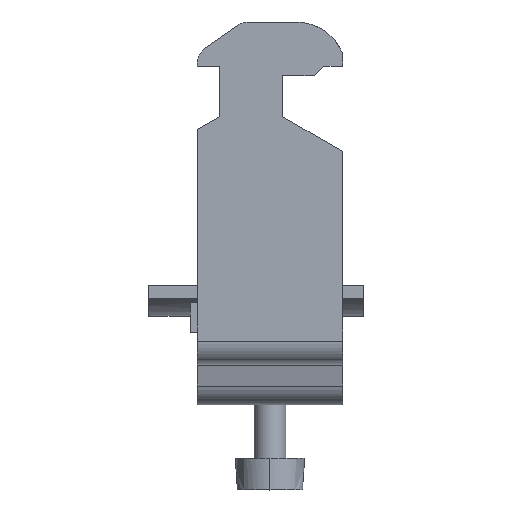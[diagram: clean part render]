
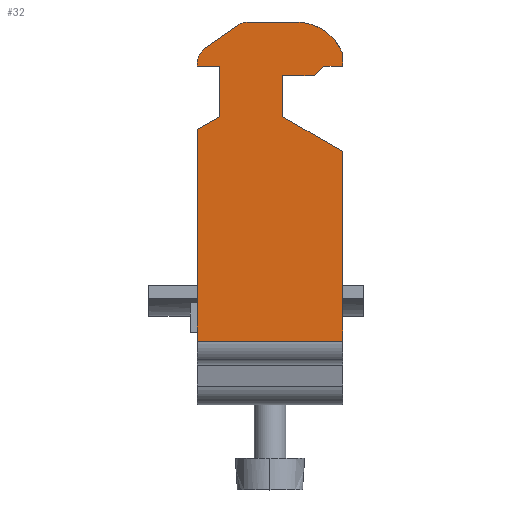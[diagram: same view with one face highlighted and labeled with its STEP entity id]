
A CAD part, top view. The second image highlights one B-rep face of the part: STEP entity #32.
In plain terms, the highlighted planar face has unit normal (0, 0, 1).
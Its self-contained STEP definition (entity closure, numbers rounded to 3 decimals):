
#32=ADVANCED_FACE('',(#117),#1338,.T.);
#117=FACE_OUTER_BOUND('',#202,.T.);
#202=EDGE_LOOP('',(#325,#326,#327,#328,#329,#330,#331,#332,#333,#334,#335,
#336,#337,#338,#339,#340,#341,#342));
#325=ORIENTED_EDGE('',*,*,#774,.F.);
#326=ORIENTED_EDGE('',*,*,#749,.F.);
#327=ORIENTED_EDGE('',*,*,#792,.F.);
#328=ORIENTED_EDGE('',*,*,#775,.F.);
#329=ORIENTED_EDGE('',*,*,#776,.F.);
#330=ORIENTED_EDGE('',*,*,#798,.F.);
#331=ORIENTED_EDGE('',*,*,#777,.F.);
#332=ORIENTED_EDGE('',*,*,#778,.F.);
#333=ORIENTED_EDGE('',*,*,#802,.F.);
#334=ORIENTED_EDGE('',*,*,#779,.F.);
#335=ORIENTED_EDGE('',*,*,#807,.F.);
#336=ORIENTED_EDGE('',*,*,#810,.F.);
#337=ORIENTED_EDGE('',*,*,#813,.F.);
#338=ORIENTED_EDGE('',*,*,#780,.F.);
#339=ORIENTED_EDGE('',*,*,#781,.F.);
#340=ORIENTED_EDGE('',*,*,#782,.F.);
#341=ORIENTED_EDGE('',*,*,#772,.F.);
#342=ORIENTED_EDGE('',*,*,#737,.T.);
#737=EDGE_CURVE('',#1192,#1191,#1024,.T.);
#749=EDGE_CURVE('',#1210,#1211,#1034,.T.);
#772=EDGE_CURVE('',#1192,#1229,#1050,.T.);
#774=EDGE_CURVE('',#1211,#1191,#1052,.T.);
#775=EDGE_CURVE('',#1231,#1230,#1053,.T.);
#776=EDGE_CURVE('',#1232,#1231,#1054,.T.);
#777=EDGE_CURVE('',#1234,#1233,#1055,.T.);
#778=EDGE_CURVE('',#1235,#1234,#1056,.T.);
#779=EDGE_CURVE('',#1237,#1236,#1057,.T.);
#780=EDGE_CURVE('',#1241,#1240,#1058,.T.);
#781=EDGE_CURVE('',#1242,#1241,#1059,.T.);
#782=EDGE_CURVE('',#1229,#1242,#1060,.T.);
#792=EDGE_CURVE('',#1230,#1210,#1066,.T.);
#798=EDGE_CURVE('',#1233,#1232,#1072,.T.);
#802=EDGE_CURVE('',#1236,#1235,#975,.T.);
#807=EDGE_CURVE('',#1238,#1237,#977,.T.);
#810=EDGE_CURVE('',#1239,#1238,#1080,.T.);
#813=EDGE_CURVE('',#1240,#1239,#980,.T.);
#975=(
BOUNDED_CURVE()
B_SPLINE_CURVE(2,(#2387,#2388,#2389),.UNSPECIFIED.,.F.,.F.)
B_SPLINE_CURVE_WITH_KNOTS((3,3),(-9.491,0.),.UNSPECIFIED.)
CURVE()
GEOMETRIC_REPRESENTATION_ITEM()
RATIONAL_B_SPLINE_CURVE((1.,0.829,1.))
REPRESENTATION_ITEM('')
);
#977=(
BOUNDED_CURVE()
B_SPLINE_CURVE(2,(#2399,#2400,#2401),.UNSPECIFIED.,.F.,.F.)
B_SPLINE_CURVE_WITH_KNOTS((3,3),(-1.833,0.),.UNSPECIFIED.)
CURVE()
GEOMETRIC_REPRESENTATION_ITEM()
RATIONAL_B_SPLINE_CURVE((1.,0.954,1.))
REPRESENTATION_ITEM('')
);
#980=(
BOUNDED_CURVE()
B_SPLINE_CURVE(2,(#2414,#2415,#2416),.UNSPECIFIED.,.F.,.F.)
B_SPLINE_CURVE_WITH_KNOTS((3,3),(-2.88,0.),.UNSPECIFIED.)
CURVE()
GEOMETRIC_REPRESENTATION_ITEM()
RATIONAL_B_SPLINE_CURVE((1.,0.887,1.))
REPRESENTATION_ITEM('')
);
#1024=B_SPLINE_CURVE_WITH_KNOTS('',1,(#2240,#2241),.UNSPECIFIED.,.F.,.F.,
(2,2),(-33.506,0.),.UNSPECIFIED.);
#1034=B_SPLINE_CURVE_WITH_KNOTS('',1,(#2270,#2271),.UNSPECIFIED.,.F.,.F.,
(2,2),(-30.042,0.),.UNSPECIFIED.);
#1050=B_SPLINE_CURVE_WITH_KNOTS('',1,(#2323,#2324),.UNSPECIFIED.,.F.,.F.,
(2,2),(-4.041,0.),.UNSPECIFIED.);
#1052=B_SPLINE_CURVE_WITH_KNOTS('',1,(#2327,#2328),.UNSPECIFIED.,.F.,.F.,
(2,2),(0.,23.),.UNSPECIFIED.);
#1053=B_SPLINE_CURVE_WITH_KNOTS('',1,(#2329,#2330),.UNSPECIFIED.,.F.,.F.,
(2,2),(-6.5,0.),.UNSPECIFIED.);
#1054=B_SPLINE_CURVE_WITH_KNOTS('',1,(#2331,#2332),.UNSPECIFIED.,.F.,.F.,
(2,2),(-5.,0.),.UNSPECIFIED.);
#1055=B_SPLINE_CURVE_WITH_KNOTS('',1,(#2333,#2334),.UNSPECIFIED.,.F.,.F.,
(2,2),(0.,3.),.UNSPECIFIED.);
#1056=B_SPLINE_CURVE_WITH_KNOTS('',1,(#2335,#2336),.UNSPECIFIED.,.F.,.F.,
(2,2),(0.,2.),.UNSPECIFIED.);
#1057=B_SPLINE_CURVE_WITH_KNOTS('',1,(#2337,#2338),.UNSPECIFIED.,.F.,.F.,
(2,2),(0.,7.497),.UNSPECIFIED.);
#1058=B_SPLINE_CURVE_WITH_KNOTS('',1,(#2339,#2340),.UNSPECIFIED.,.F.,.F.,
(2,2),(0.,0.438),.UNSPECIFIED.);
#1059=B_SPLINE_CURVE_WITH_KNOTS('',1,(#2341,#2342),.UNSPECIFIED.,.F.,.F.,
(2,2),(-3.5,0.),.UNSPECIFIED.);
#1060=B_SPLINE_CURVE_WITH_KNOTS('',1,(#2343,#2344),.UNSPECIFIED.,.F.,.F.,
(2,2),(-8.,0.),.UNSPECIFIED.);
#1066=B_SPLINE_CURVE_WITH_KNOTS('',1,(#2367,#2368),.UNSPECIFIED.,.F.,.F.,
(2,2),(-10.97,0.),.UNSPECIFIED.);
#1072=B_SPLINE_CURVE_WITH_KNOTS('',1,(#2379,#2380),.UNSPECIFIED.,.F.,.F.,
(2,2),(-2.121,0.),.UNSPECIFIED.);
#1080=B_SPLINE_CURVE_WITH_KNOTS('',1,(#2407,#2408),.UNSPECIFIED.,.F.,.F.,
(2,2),(-6.21,0.),.UNSPECIFIED.);
#1191=VERTEX_POINT('',#2127);
#1192=VERTEX_POINT('',#2128);
#1210=VERTEX_POINT('',#2146);
#1211=VERTEX_POINT('',#2147);
#1229=VERTEX_POINT('',#2165);
#1230=VERTEX_POINT('',#2166);
#1231=VERTEX_POINT('',#2167);
#1232=VERTEX_POINT('',#2168);
#1233=VERTEX_POINT('',#2169);
#1234=VERTEX_POINT('',#2170);
#1235=VERTEX_POINT('',#2171);
#1236=VERTEX_POINT('',#2172);
#1237=VERTEX_POINT('',#2173);
#1238=VERTEX_POINT('',#2174);
#1239=VERTEX_POINT('',#2175);
#1240=VERTEX_POINT('',#2176);
#1241=VERTEX_POINT('',#2177);
#1242=VERTEX_POINT('',#2178);
#1338=PLANE('',#1600);
#1600=AXIS2_PLACEMENT_3D('',#1798,#1663,$);
#1663=DIRECTION('',(0.,0.,1.));
#1798=CARTESIAN_POINT('',(-19.271,15.635,10.));
#2127=CARTESIAN_POINT('',(-16.873,20.786,10.));
#2128=CARTESIAN_POINT('',(-16.873,54.291,10.));
#2146=CARTESIAN_POINT('',(6.127,50.827,10.));
#2147=CARTESIAN_POINT('',(6.127,20.786,10.));
#2165=CARTESIAN_POINT('',(-13.373,56.312,10.));
#2166=CARTESIAN_POINT('',(-3.373,56.312,10.));
#2167=CARTESIAN_POINT('',(-3.373,62.812,10.));
#2168=CARTESIAN_POINT('',(1.627,62.812,10.));
#2169=CARTESIAN_POINT('',(3.127,64.312,10.));
#2170=CARTESIAN_POINT('',(6.127,64.312,10.));
#2171=CARTESIAN_POINT('',(6.127,66.312,10.));
#2172=CARTESIAN_POINT('',(-1.29,71.312,10.));
#2173=CARTESIAN_POINT('',(-8.787,71.312,10.));
#2174=CARTESIAN_POINT('',(-10.508,70.77,10.));
#2175=CARTESIAN_POINT('',(-15.594,67.208,10.));
#2176=CARTESIAN_POINT('',(-16.873,64.75,10.));
#2177=CARTESIAN_POINT('',(-16.873,64.312,10.));
#2178=CARTESIAN_POINT('',(-13.373,64.312,10.));
#2240=CARTESIAN_POINT('',(-16.873,54.291,10.));
#2241=CARTESIAN_POINT('',(-16.873,20.786,10.));
#2270=CARTESIAN_POINT('',(6.127,50.827,10.));
#2271=CARTESIAN_POINT('',(6.127,20.786,10.));
#2323=CARTESIAN_POINT('',(-16.873,54.291,10.));
#2324=CARTESIAN_POINT('',(-13.373,56.312,10.));
#2327=CARTESIAN_POINT('',(6.127,20.786,10.));
#2328=CARTESIAN_POINT('',(-16.873,20.786,10.));
#2329=CARTESIAN_POINT('',(-3.373,62.812,10.));
#2330=CARTESIAN_POINT('',(-3.373,56.312,10.));
#2331=CARTESIAN_POINT('',(1.627,62.812,10.));
#2332=CARTESIAN_POINT('',(-3.373,62.812,10.));
#2333=CARTESIAN_POINT('',(6.127,64.312,10.));
#2334=CARTESIAN_POINT('',(3.127,64.312,10.));
#2335=CARTESIAN_POINT('',(6.127,66.312,10.));
#2336=CARTESIAN_POINT('',(6.127,64.312,10.));
#2337=CARTESIAN_POINT('',(-8.787,71.312,10.));
#2338=CARTESIAN_POINT('',(-1.29,71.312,10.));
#2339=CARTESIAN_POINT('',(-16.873,64.312,10.));
#2340=CARTESIAN_POINT('',(-16.873,64.75,10.));
#2341=CARTESIAN_POINT('',(-13.373,64.312,10.));
#2342=CARTESIAN_POINT('',(-16.873,64.312,10.));
#2343=CARTESIAN_POINT('',(-13.373,56.312,10.));
#2344=CARTESIAN_POINT('',(-13.373,64.312,10.));
#2367=CARTESIAN_POINT('',(-3.373,56.312,10.));
#2368=CARTESIAN_POINT('',(6.127,50.827,10.));
#2379=CARTESIAN_POINT('',(3.127,64.312,10.));
#2380=CARTESIAN_POINT('',(1.627,62.812,10.));
#2387=CARTESIAN_POINT('',(-1.29,71.312,10.));
#2388=CARTESIAN_POINT('',(4.104,71.312,10.));
#2389=CARTESIAN_POINT('',(6.127,66.312,10.));
#2399=CARTESIAN_POINT('',(-10.508,70.77,10.));
#2400=CARTESIAN_POINT('',(-9.733,71.312,10.));
#2401=CARTESIAN_POINT('',(-8.787,71.312,10.));
#2407=CARTESIAN_POINT('',(-15.594,67.208,10.));
#2408=CARTESIAN_POINT('',(-10.508,70.77,10.));
#2414=CARTESIAN_POINT('',(-16.873,64.75,10.));
#2415=CARTESIAN_POINT('',(-16.873,66.312,10.));
#2416=CARTESIAN_POINT('',(-15.594,67.208,10.));
